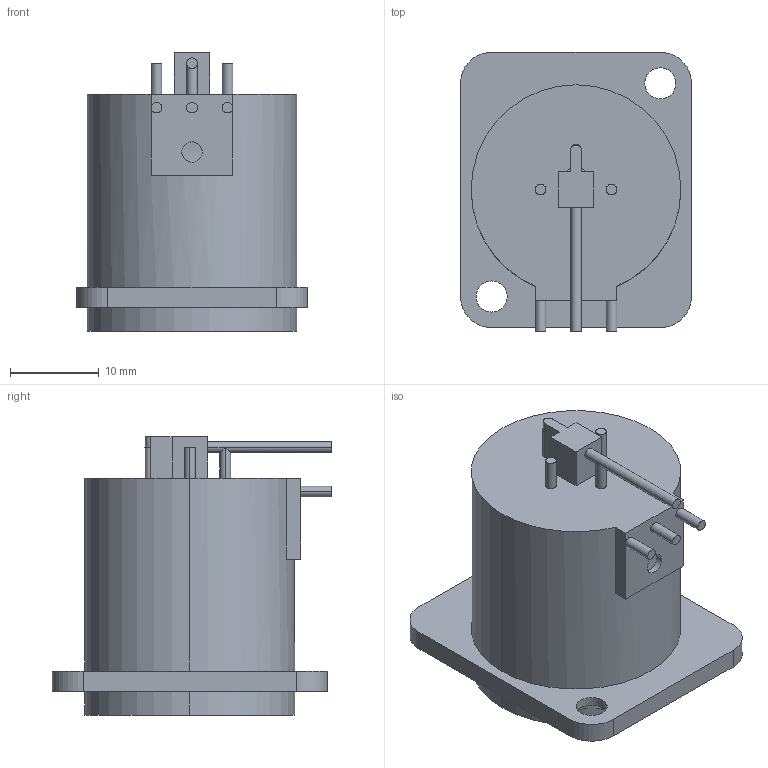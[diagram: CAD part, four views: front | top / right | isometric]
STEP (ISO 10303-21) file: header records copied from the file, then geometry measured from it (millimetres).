
FILE_DESCRIPTION((''),'2;1');
FILE_NAME('D-NC3MD-H','2008-11-04T',('odo'),(''),'PRO/ENGINEER BY PARAMETRIC TECHNOLOGY CORPORATION, 2007460','PRO/ENGINEER BY PARAMETRIC TECHNOLOGY CORPORATION, 2007460','');
FILE_SCHEMA(('CONFIG_CONTROL_DESIGN'));
Length unit declared in the file: millimetre
Products named in the file (1): D-NC3MD-H
Bounding box: 26 x 31.5 x 31.4 mm (x, y, z)
Volume: 8253 mm3; surface area: 5359.6 mm2
Topology: 1 solids, 1 shells, 104 faces, 260 edges, 168 vertices
Faces by surface type: plane 52, cylinder 48, cone 4
Entity records: 3224 total; most frequent: CARTESIAN_POINT 588, DIRECTION 570, ORIENTED_EDGE 520, EDGE_CURVE 260, AXIS2_PLACEMENT_3D 210, VERTEX_POINT 168, VECTOR 150, LINE 150
